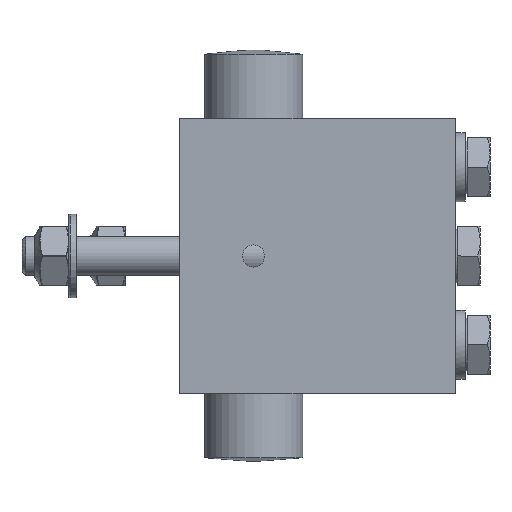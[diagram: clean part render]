
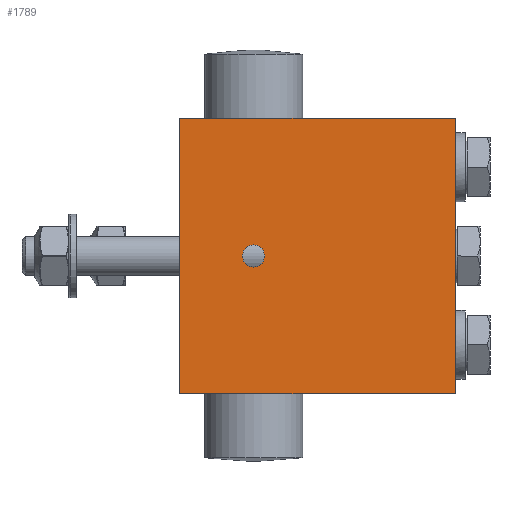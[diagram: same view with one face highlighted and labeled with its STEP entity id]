
A CAD part, front view. The second image highlights one B-rep face of the part: STEP entity #1789.
In plain terms, the highlighted planar face has unit normal (0, -1, 0).
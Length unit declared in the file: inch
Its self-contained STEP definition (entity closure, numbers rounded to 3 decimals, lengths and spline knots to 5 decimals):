
#1379=CARTESIAN_POINT('',(-2.42188,0.,0.0));
#1380=VERTEX_POINT('',#1379);
#1381=CARTESIAN_POINT('',(-2.5625,0.,0.0));
#1382=DIRECTION('',(0.0,1.0,0.0));
#1383=DIRECTION('',(1.0,0.0,0.0));
#1384=AXIS2_PLACEMENT_3D('',#1381,#1382,#1383);
#1385=CIRCLE('',#1384,0.14063);
#1386=EDGE_CURVE('',#1380,#1380,#1385,.T.);
#1629=CARTESIAN_POINT('',(-3.5,0.,-1.75));
#1630=VERTEX_POINT('',#1629);
#1637=CARTESIAN_POINT('',(-3.5,0.,1.75));
#1638=VERTEX_POINT('',#1637);
#1639=CARTESIAN_POINT('',(-3.5,0.,-1.75));
#1640=DIRECTION('',(0.0,0.0,1.0));
#1641=VECTOR('',#1640,3.5);
#1642=LINE('',#1639,#1641);
#1643=EDGE_CURVE('',#1630,#1638,#1642,.T.);
#1687=CARTESIAN_POINT('',(0.0,0.0,-1.75));
#1688=VERTEX_POINT('',#1687);
#1695=CARTESIAN_POINT('',(-3.5,0.,-1.75));
#1696=DIRECTION('',(1.0,0.0,0.0));
#1697=VECTOR('',#1696,3.5);
#1698=LINE('',#1695,#1697);
#1699=EDGE_CURVE('',#1630,#1688,#1698,.T.);
#1763=CARTESIAN_POINT('',(0.0,0.0,0.0));
#1764=DIRECTION('',(0.0,-1.0,0.0));
#1765=DIRECTION('',(0.0,0.0,-1.0));
#1766=AXIS2_PLACEMENT_3D('',#1763,#1764,#1765);
#1767=PLANE('',#1766);
#1768=CARTESIAN_POINT('',(0.0,0.0,1.75));
#1769=VERTEX_POINT('',#1768);
#1770=CARTESIAN_POINT('',(0.0,0.0,1.75));
#1771=DIRECTION('',(-1.0,0.0,0.0));
#1772=VECTOR('',#1771,3.5);
#1773=LINE('',#1770,#1772);
#1774=EDGE_CURVE('',#1769,#1638,#1773,.T.);
#1775=ORIENTED_EDGE('',*,*,#1774,.T.);
#1776=ORIENTED_EDGE('',*,*,#1643,.F.);
#1777=ORIENTED_EDGE('',*,*,#1699,.T.);
#1778=CARTESIAN_POINT('',(0.0,0.0,1.75));
#1779=DIRECTION('',(0.0,0.0,-1.0));
#1780=VECTOR('',#1779,3.5);
#1781=LINE('',#1778,#1780);
#1782=EDGE_CURVE('',#1769,#1688,#1781,.T.);
#1783=ORIENTED_EDGE('',*,*,#1782,.F.);
#1784=EDGE_LOOP('',(#1775,#1776,#1777,#1783));
#1785=FACE_OUTER_BOUND('',#1784,.T.);
#1786=ORIENTED_EDGE('',*,*,#1386,.T.);
#1787=EDGE_LOOP('',(#1786));
#1788=FACE_BOUND('',#1787,.T.);
#1789=ADVANCED_FACE('',(#1785,#1788),#1767,.T.);
